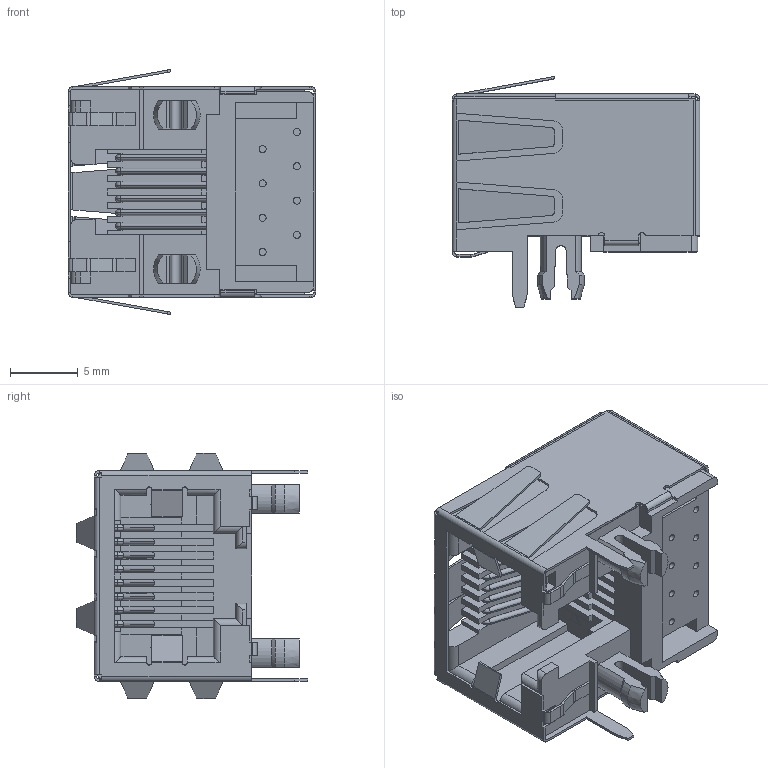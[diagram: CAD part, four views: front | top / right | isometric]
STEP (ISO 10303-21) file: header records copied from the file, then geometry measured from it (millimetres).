
FILE_DESCRIPTION(('STEP AP214'),'1');
FILE_NAME('722310881lf.stp','2015-02-02T12:11:09',('TraceParts'),('TraceParts S.A.'),'XStep 1.0',' ',' ');
FILE_SCHEMA(('automotive_design'));
Length unit declared in the file: millimetre
Products named in the file (1): 72231C
Bounding box: 18.36 x 17.11 x 18.14 mm (x, y, z)
Volume: 1901.4 mm3; surface area: 3319 mm2
Topology: 1 solids, 1 shells, 745 faces, 1935 edges, 1176 vertices
Faces by surface type: plane 518, cylinder 173, bspline 28, torus 16, cone 8, sphere 2
Entity records: 23532 total; most frequent: CARTESIAN_POINT 5457, ORIENTED_EDGE 3866, DIRECTION 3601, EDGE_CURVE 1933, LINE 1469, VECTOR 1469, VERTEX_POINT 1176, AXIS2_PLACEMENT_3D 1066
